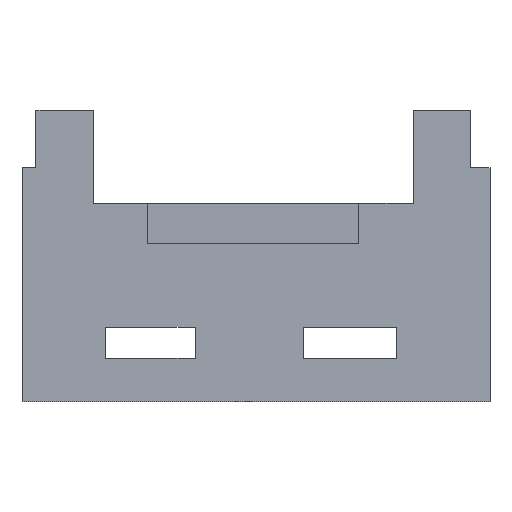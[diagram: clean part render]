
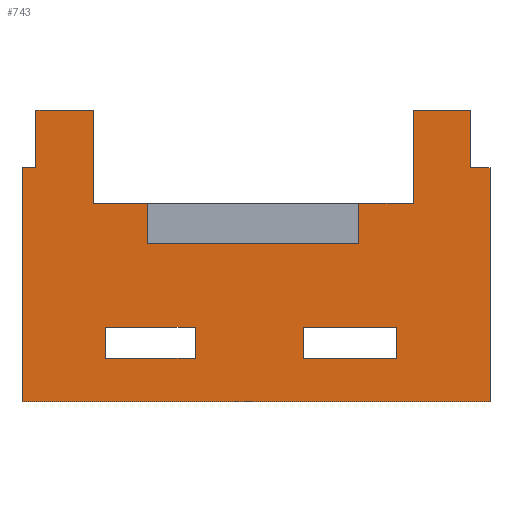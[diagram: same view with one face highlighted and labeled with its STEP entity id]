
A CAD part, left-side view. The second image highlights one B-rep face of the part: STEP entity #743.
In plain terms, the highlighted planar face has unit normal (-1, 0, 0).
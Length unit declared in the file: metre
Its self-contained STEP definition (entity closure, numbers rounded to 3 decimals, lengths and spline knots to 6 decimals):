
#176=ORIENTED_EDGE('',*,*,#273,.T.);
#177=ORIENTED_EDGE('',*,*,#276,.T.);
#178=ORIENTED_EDGE('',*,*,#266,.T.);
#179=ORIENTED_EDGE('',*,*,#270,.T.);
#180=ORIENTED_EDGE('',*,*,#261,.T.);
#181=ORIENTED_EDGE('',*,*,#264,.T.);
#182=ORIENTED_EDGE('',*,*,#254,.T.);
#183=ORIENTED_EDGE('',*,*,#258,.T.);
#184=ORIENTED_EDGE('',*,*,#310,.T.);
#185=ORIENTED_EDGE('',*,*,#311,.T.);
#186=ORIENTED_EDGE('',*,*,#312,.T.);
#187=ORIENTED_EDGE('',*,*,#243,.T.);
#188=ORIENTED_EDGE('',*,*,#309,.T.);
#189=ORIENTED_EDGE('',*,*,#247,.T.);
#190=ORIENTED_EDGE('',*,*,#218,.T.);
#191=ORIENTED_EDGE('',*,*,#238,.F.);
#192=ORIENTED_EDGE('',*,*,#298,.F.);
#193=ORIENTED_EDGE('',*,*,#301,.T.);
#194=ORIENTED_EDGE('',*,*,#303,.T.);
#195=ORIENTED_EDGE('',*,*,#233,.F.);
#196=ORIENTED_EDGE('',*,*,#307,.T.);
#197=ORIENTED_EDGE('',*,*,#222,.T.);
#198=ORIENTED_EDGE('',*,*,#228,.T.);
#199=ORIENTED_EDGE('',*,*,#240,.T.);
#218=EDGE_CURVE('',#321,#320,#388,.T.);
#222=EDGE_CURVE('',#325,#324,#392,.T.);
#228=EDGE_CURVE('',#324,#329,#398,.T.);
#233=EDGE_CURVE('',#333,#334,#403,.T.);
#238=EDGE_CURVE('',#337,#320,#408,.T.);
#240=EDGE_CURVE('',#329,#339,#410,.T.);
#243=EDGE_CURVE('',#342,#341,#413,.T.);
#247=EDGE_CURVE('',#345,#321,#417,.T.);
#254=EDGE_CURVE('',#350,#351,#424,.T.);
#258=EDGE_CURVE('',#351,#354,#428,.T.);
#261=EDGE_CURVE('',#354,#356,#431,.T.);
#264=EDGE_CURVE('',#356,#350,#434,.T.);
#266=EDGE_CURVE('',#358,#359,#436,.T.);
#270=EDGE_CURVE('',#359,#362,#440,.T.);
#273=EDGE_CURVE('',#362,#364,#443,.T.);
#276=EDGE_CURVE('',#364,#358,#446,.T.);
#298=EDGE_CURVE('',#378,#337,#468,.T.);
#301=EDGE_CURVE('',#378,#380,#471,.T.);
#303=EDGE_CURVE('',#380,#334,#473,.T.);
#307=EDGE_CURVE('',#333,#325,#477,.T.);
#309=EDGE_CURVE('',#341,#345,#479,.T.);
#310=EDGE_CURVE('',#339,#382,#480,.T.);
#311=EDGE_CURVE('',#382,#383,#481,.T.);
#312=EDGE_CURVE('',#383,#342,#482,.T.);
#320=VERTEX_POINT('',#982);
#321=VERTEX_POINT('',#984);
#324=VERTEX_POINT('',#991);
#325=VERTEX_POINT('',#993);
#329=VERTEX_POINT('',#1003);
#333=VERTEX_POINT('',#1014);
#334=VERTEX_POINT('',#1016);
#337=VERTEX_POINT('',#1024);
#339=VERTEX_POINT('',#1029);
#341=VERTEX_POINT('',#1034);
#342=VERTEX_POINT('',#1036);
#345=VERTEX_POINT('',#1044);
#350=VERTEX_POINT('',#1058);
#351=VERTEX_POINT('',#1059);
#354=VERTEX_POINT('',#1067);
#356=VERTEX_POINT('',#1073);
#358=VERTEX_POINT('',#1082);
#359=VERTEX_POINT('',#1083);
#362=VERTEX_POINT('',#1091);
#364=VERTEX_POINT('',#1097);
#378=VERTEX_POINT('',#1145);
#380=VERTEX_POINT('',#1151);
#382=VERTEX_POINT('',#1169);
#383=VERTEX_POINT('',#1171);
#388=LINE('',#983,#490);
#392=LINE('',#992,#494);
#398=LINE('',#1004,#500);
#403=LINE('',#1015,#505);
#408=LINE('',#1025,#510);
#410=LINE('',#1030,#512);
#413=LINE('',#1035,#515);
#417=LINE('',#1043,#519);
#424=LINE('',#1057,#526);
#428=LINE('',#1066,#530);
#431=LINE('',#1072,#533);
#434=LINE('',#1078,#536);
#436=LINE('',#1081,#538);
#440=LINE('',#1090,#542);
#443=LINE('',#1096,#545);
#446=LINE('',#1102,#548);
#468=LINE('',#1146,#570);
#471=LINE('',#1152,#573);
#473=LINE('',#1155,#575);
#477=LINE('',#1162,#579);
#479=LINE('',#1166,#581);
#480=LINE('',#1168,#582);
#481=LINE('',#1170,#583);
#482=LINE('',#1172,#584);
#490=VECTOR('',#804,1.);
#494=VECTOR('',#810,1.);
#500=VECTOR('',#818,1.);
#505=VECTOR('',#827,1.);
#510=VECTOR('',#834,1.);
#512=VECTOR('',#838,1.);
#515=VECTOR('',#841,1.);
#519=VECTOR('',#847,1.);
#526=VECTOR('',#858,1.);
#530=VECTOR('',#864,1.);
#533=VECTOR('',#869,1.);
#536=VECTOR('',#874,1.);
#538=VECTOR('',#878,1.);
#542=VECTOR('',#884,1.);
#545=VECTOR('',#889,1.);
#548=VECTOR('',#894,1.);
#570=VECTOR('',#934,1.);
#573=VECTOR('',#939,1.);
#575=VECTOR('',#943,1.);
#579=VECTOR('',#951,1.);
#581=VECTOR('',#957,1.);
#582=VECTOR('',#960,1.);
#583=VECTOR('',#961,1.);
#584=VECTOR('',#962,1.);
#625=EDGE_LOOP('',(#176,#177,#178,#179));
#626=EDGE_LOOP('',(#180,#181,#182,#183));
#627=EDGE_LOOP('',(#184,#185,#186,#187,#188,#189,#190,#191,#192,#193,#194,
#195,#196,#197,#198,#199));
#667=FACE_BOUND('',#625,.T.);
#668=FACE_BOUND('',#626,.T.);
#669=FACE_BOUND('',#627,.T.);
#706=PLANE('',#793);
#743=ADVANCED_FACE('',(#667,#668,#669),#706,.T.);
#793=AXIS2_PLACEMENT_3D('',#1167,#958,#959);
#804=DIRECTION('',(0.,0.,-1.));
#810=DIRECTION('',(0.,1.,0.));
#818=DIRECTION('',(0.,0.,-1.));
#827=DIRECTION('',(0.,-1.,0.));
#834=DIRECTION('',(0.,-1.,0.));
#838=DIRECTION('',(0.,1.,0.));
#841=DIRECTION('',(0.,1.,0.));
#847=DIRECTION('',(0.,1.,0.));
#858=DIRECTION('',(0.,0.,-1.));
#864=DIRECTION('',(0.,1.,0.));
#869=DIRECTION('',(0.,0.,1.));
#874=DIRECTION('',(0.,-1.,0.));
#878=DIRECTION('',(0.,0.,-1.));
#884=DIRECTION('',(0.,1.,0.));
#889=DIRECTION('',(0.,0.,1.));
#894=DIRECTION('',(0.,-1.,0.));
#934=DIRECTION('',(0.,0.,1.));
#939=DIRECTION('',(0.,-1.,0.));
#943=DIRECTION('',(0.,0.,1.));
#951=DIRECTION('',(0.,0.,1.));
#957=DIRECTION('',(0.,0.,1.));
#958=DIRECTION('',(-1.,0.,0.));
#959=DIRECTION('',(0.,1.,0.));
#960=DIRECTION('',(0.,0.,-1.));
#961=DIRECTION('',(0.,1.,0.));
#962=DIRECTION('',(0.,0.,1.));
#982=CARTESIAN_POINT('',(-0.0378,0.049,-0.0282));
#983=CARTESIAN_POINT('',(-0.0378,0.049,-0.0245));
#984=CARTESIAN_POINT('',(-0.0378,0.049,-0.0245));
#991=CARTESIAN_POINT('',(-0.0378,0.0247,-0.0245));
#992=CARTESIAN_POINT('',(-0.0378,0.034825,-0.0245));
#993=CARTESIAN_POINT('',(-0.0378,0.021,-0.0245));
#1003=CARTESIAN_POINT('',(-0.0378,0.0247,-0.0305));
#1004=CARTESIAN_POINT('',(-0.0378,0.0247,-0.0282));
#1014=CARTESIAN_POINT('',(-0.0378,0.021,-0.0282));
#1015=CARTESIAN_POINT('',(-0.0378,0.01975,-0.0282));
#1016=CARTESIAN_POINT('',(-0.0378,0.01975,-0.0282));
#1024=CARTESIAN_POINT('',(-0.0378,0.0499,-0.0282));
#1025=CARTESIAN_POINT('',(-0.0378,0.04775,-0.0282));
#1029=CARTESIAN_POINT('',(-0.0378,0.0282,-0.0305));
#1030=CARTESIAN_POINT('',(-0.0378,0.0499,-0.0305));
#1034=CARTESIAN_POINT('',(-0.0378,0.0453,-0.0305));
#1035=CARTESIAN_POINT('',(-0.0378,0.0499,-0.0305));
#1036=CARTESIAN_POINT('',(-0.0378,0.0418,-0.0305));
#1043=CARTESIAN_POINT('',(-0.0378,0.034825,-0.0245));
#1044=CARTESIAN_POINT('',(-0.0378,0.0453,-0.0245));
#1057=CARTESIAN_POINT('',(-0.0378,0.02575,-0.038325));
#1058=CARTESIAN_POINT('',(-0.0378,0.02575,-0.0385));
#1059=CARTESIAN_POINT('',(-0.0378,0.02575,-0.0405));
#1066=CARTESIAN_POINT('',(-0.0378,0.034825,-0.0405));
#1067=CARTESIAN_POINT('',(-0.0378,0.03175,-0.0405));
#1072=CARTESIAN_POINT('',(-0.0378,0.03175,-0.037325));
#1073=CARTESIAN_POINT('',(-0.0378,0.03175,-0.0385));
#1078=CARTESIAN_POINT('',(-0.0378,0.034825,-0.0385));
#1081=CARTESIAN_POINT('',(-0.0378,0.03875,-0.038325));
#1082=CARTESIAN_POINT('',(-0.0378,0.03875,-0.0385));
#1083=CARTESIAN_POINT('',(-0.0378,0.03875,-0.0405));
#1090=CARTESIAN_POINT('',(-0.0378,0.039667,-0.0405));
#1091=CARTESIAN_POINT('',(-0.0378,0.044508,-0.0405));
#1096=CARTESIAN_POINT('',(-0.0378,0.044508,-0.037325));
#1097=CARTESIAN_POINT('',(-0.0378,0.044508,-0.0385));
#1102=CARTESIAN_POINT('',(-0.0378,0.036788,-0.0385));
#1145=CARTESIAN_POINT('',(-0.0378,0.0499,-0.0433));
#1146=CARTESIAN_POINT('',(-0.0378,0.0499,-0.029));
#1151=CARTESIAN_POINT('',(-0.0378,0.01975,-0.0433));
#1152=CARTESIAN_POINT('',(-0.0378,0.01975,-0.0433));
#1155=CARTESIAN_POINT('',(-0.0378,0.01975,-0.0305));
#1162=CARTESIAN_POINT('',(-0.0378,0.021,-0.0245));
#1166=CARTESIAN_POINT('',(-0.0378,0.0453,-0.0282));
#1167=CARTESIAN_POINT('',(-0.0378,0.034825,-0.03615));
#1168=CARTESIAN_POINT('',(-0.0378,0.0282,-0.03615));
#1169=CARTESIAN_POINT('',(-0.0378,0.0282,-0.0331));
#1170=CARTESIAN_POINT('',(-0.0378,0.034825,-0.0331));
#1171=CARTESIAN_POINT('',(-0.0378,0.0418,-0.0331));
#1172=CARTESIAN_POINT('',(-0.0378,0.0418,-0.03615));
